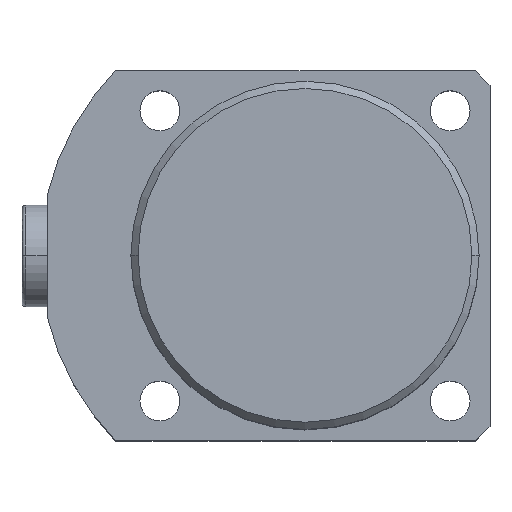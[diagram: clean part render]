
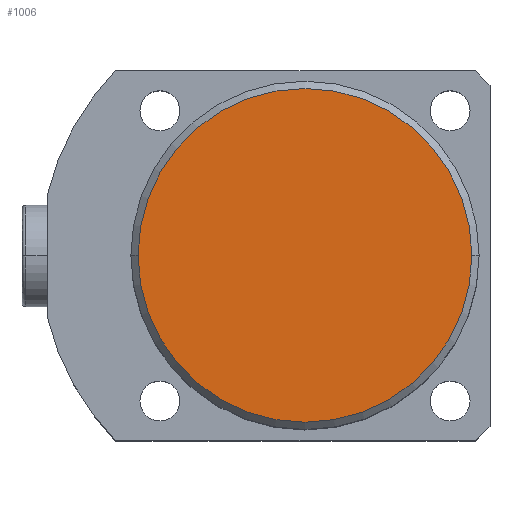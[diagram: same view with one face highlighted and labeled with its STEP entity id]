
A CAD part, top view. The second image highlights one B-rep face of the part: STEP entity #1006.
In plain terms, the highlighted planar face has unit normal (0, 0, 1).
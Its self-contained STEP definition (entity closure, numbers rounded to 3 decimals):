
#168 = AXIS2_PLACEMENT_3D ( 'NONE', #2475, #2463, #2462 ) ;
#179 = AXIS2_PLACEMENT_3D ( 'NONE', #2539, #2537, #2535 ) ;
#194 = AXIS2_PLACEMENT_3D ( 'NONE', #2654, #2652, #2651 ) ;
#737 = EDGE_CURVE ( 'NONE', #1976, #1980, #1192, .T. ) ;
#754 = EDGE_CURVE ( 'NONE', #1980, #1976, #1291, .T. ) ;
#1006 = ADVANCED_FACE ( 'NONE', ( #1167 ), #2466, .T. ) ;
#1167 = FACE_OUTER_BOUND ( 'NONE', #2111, .T. ) ;
#1192 = CIRCLE ( 'NONE', #194, 23. ) ;
#1291 = CIRCLE ( 'NONE', #179, 23. ) ;
#1608 = ORIENTED_EDGE ( 'NONE', *, *, #737, .T. ) ;
#1610 = ORIENTED_EDGE ( 'NONE', *, *, #754, .T. ) ;
#1976 = VERTEX_POINT ( 'NONE', #3168 ) ;
#1980 = VERTEX_POINT ( 'NONE', #3160 ) ;
#2111 = EDGE_LOOP ( 'NONE', ( #1608, #1610 ) ) ;
#2462 = DIRECTION ( 'NONE',  ( 1., 0., 0. ) ) ;
#2463 = DIRECTION ( 'NONE',  ( 0., 0., 1. ) ) ;
#2466 = PLANE ( 'NONE',  #168 ) ;
#2475 = CARTESIAN_POINT ( 'NONE',  ( 0., 0., 64. ) ) ;
#2535 = DIRECTION ( 'NONE',  ( 1., 0., 0. ) ) ;
#2537 = DIRECTION ( 'NONE',  ( 0., 0., 1. ) ) ;
#2539 = CARTESIAN_POINT ( 'NONE',  ( 0., 0., 64. ) ) ;
#2651 = DIRECTION ( 'NONE',  ( 1., 0., 0. ) ) ;
#2652 = DIRECTION ( 'NONE',  ( 0., 0., 1. ) ) ;
#2654 = CARTESIAN_POINT ( 'NONE',  ( 0., 0., 64. ) ) ;
#3160 = CARTESIAN_POINT ( 'NONE',  ( 23., 0., 64. ) ) ;
#3168 = CARTESIAN_POINT ( 'NONE',  ( -23., 0., 64. ) ) ;
